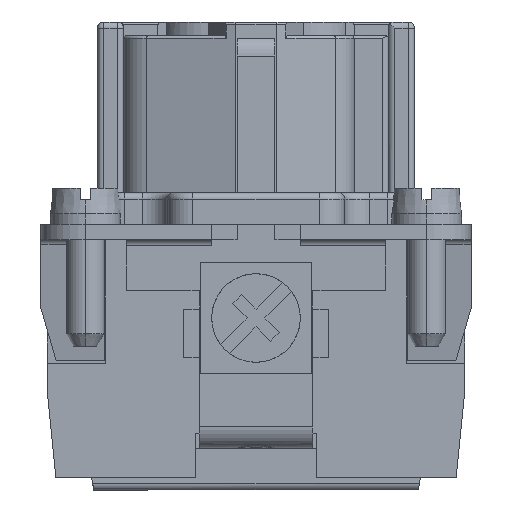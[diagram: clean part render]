
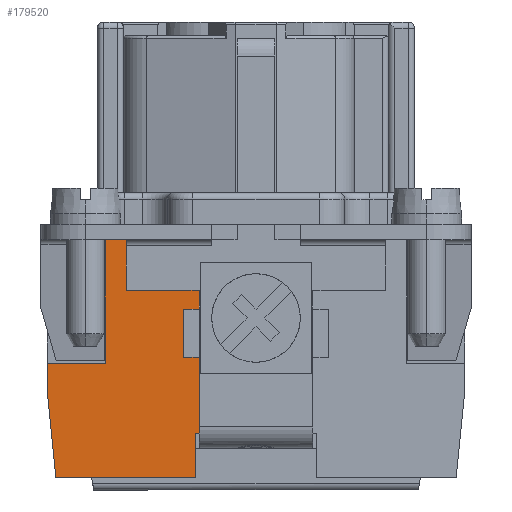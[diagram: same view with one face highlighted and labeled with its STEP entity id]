
A CAD part, left-side view. The second image highlights one B-rep face of the part: STEP entity #179520.
In plain terms, the highlighted face is planar.
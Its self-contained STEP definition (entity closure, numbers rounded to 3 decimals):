
#152270=CARTESIAN_POINT('',(72.146,65.084,5.9));
#152280=VERTEX_POINT('',#152270);
#152310=CARTESIAN_POINT('',(72.146,65.084,0.));
#152320=DIRECTION('',(0.,0.,-1.));
#152330=VECTOR('',#152320,1.);
#152340=LINE('',#152310,#152330);
#152350=CARTESIAN_POINT('',(72.146,65.084,8.2));
#152360=VERTEX_POINT('',#152350);
#152370=EDGE_CURVE('',#152360,#152280,#152340,.T.);
#178340=CARTESIAN_POINT('',(72.146,59.161,12.843)
);
#178350=DIRECTION('',(-1.,0.,0.));
#178360=DIRECTION('',(0.,-1.,0.));
#178370=AXIS2_PLACEMENT_3D('',#178340,#178350,#178360);
#178380=PLANE('',#178370);
#178390=CARTESIAN_POINT('',(72.146,0.,-3.9));
#178400=DIRECTION('',(0.,-1.,0.));
#178410=VECTOR('',#178400,1.);
#178420=LINE('',#178390,#178410);
#178430=CARTESIAN_POINT('',(72.146,60.484,-3.9));
#178440=VERTEX_POINT('',#178430);
#178450=CARTESIAN_POINT('',(72.146,58.834,-3.9)
);
#178460=VERTEX_POINT('',#178450);
#178470=EDGE_CURVE('',#178440,#178460,#178420,.T.);
#178480=ORIENTED_EDGE('',*,*,#178470,.F.);
#178490=CARTESIAN_POINT('',(72.146,58.834,0.));
#178500=DIRECTION('',(0.,0.,-1.));
#178510=VECTOR('',#178500,1.);
#178520=LINE('',#178490,#178510);
#178530=CARTESIAN_POINT('',(72.146,58.834,0.1)
);
#178540=VERTEX_POINT('',#178530);
#178550=EDGE_CURVE('',#178540,#178460,#178520,.T.);
#178560=ORIENTED_EDGE('',*,*,#178550,.T.);
#178570=CARTESIAN_POINT('',(72.146,0.,0.1));
#178580=DIRECTION('',(0.,1.,0.));
#178590=VECTOR('',#178580,1.);
#178600=LINE('',#178570,#178590);
#178610=CARTESIAN_POINT('',(72.146,53.084,0.1)
);
#178620=VERTEX_POINT('',#178610);
#178630=EDGE_CURVE('',#178620,#178540,#178600,.T.);
#178640=ORIENTED_EDGE('',*,*,#178630,.T.);
#178650=CARTESIAN_POINT('',(72.146,53.084,0.));
#178660=DIRECTION('',(0.,0.,-1.));
#178670=VECTOR('',#178660,1.);
#178680=LINE('',#178650,#178670);
#178690=CARTESIAN_POINT('',(72.146,53.084,1.6))
;
#178700=VERTEX_POINT('',#178690);
#178710=EDGE_CURVE('',#178700,#178620,#178680,.T.);
#178720=ORIENTED_EDGE('',*,*,#178710,.T.);
#178730=CARTESIAN_POINT('',(72.146,0.,1.6));
#178740=DIRECTION('',(0.,-1.,0.));
#178750=VECTOR('',#178740,1.);
#178760=LINE('',#178730,#178750);
#178770=CARTESIAN_POINT('',(72.146,54.284,1.6))
;
#178780=VERTEX_POINT('',#178770);
#178790=EDGE_CURVE('',#178780,#178700,#178760,.T.);
#178800=ORIENTED_EDGE('',*,*,#178790,.T.);
#178810=CARTESIAN_POINT('',(72.146,54.284,0.));
#178820=DIRECTION('',(0.,0.,-1.));
#178830=VECTOR('',#178820,1.);
#178840=LINE('',#178810,#178830);
#178850=CARTESIAN_POINT('',(72.146,54.284,5.4))
;
#178860=VERTEX_POINT('',#178850);
#178870=EDGE_CURVE('',#178860,#178780,#178840,.T.);
#178880=ORIENTED_EDGE('',*,*,#178870,.T.);
#178890=CARTESIAN_POINT('',(72.146,0.,5.4));
#178900=DIRECTION('',(0.,1.,0.));
#178910=VECTOR('',#178900,1.);
#178920=LINE('',#178890,#178910);
#178930=CARTESIAN_POINT('',(72.146,53.084,5.4))
;
#178940=VERTEX_POINT('',#178930);
#178950=EDGE_CURVE('',#178940,#178860,#178920,.T.);
#178960=ORIENTED_EDGE('',*,*,#178950,.T.);
#178970=CARTESIAN_POINT('',(72.146,53.084,0.));
#178980=DIRECTION('',(0.,0.,-1.));
#178990=VECTOR('',#178980,1.);
#179000=LINE('',#178970,#178990);
#179010=CARTESIAN_POINT('',(72.146,53.084,11.4))
;
#179020=VERTEX_POINT('',#179010);
#179030=EDGE_CURVE('',#179020,#178940,#179000,.T.);
#179040=ORIENTED_EDGE('',*,*,#179030,.T.);
#179050=CARTESIAN_POINT('',(72.146,0.,11.4));
#179060=DIRECTION('',(0.,1.,0.));
#179070=VECTOR('',#179060,1.);
#179080=LINE('',#179050,#179070);
#179090=CARTESIAN_POINT('',(72.146,53.334,11.4));
#179100=VERTEX_POINT('',#179090);
#179110=EDGE_CURVE('',#179020,#179100,#179080,.T.);
#179120=ORIENTED_EDGE('',*,*,#179110,.F.);
#179130=CARTESIAN_POINT('',(72.146,53.334,0.));
#179140=DIRECTION('',(0.,0.,1.));
#179150=VECTOR('',#179140,1.);
#179160=LINE('',#179130,#179150);
#179170=CARTESIAN_POINT('',(72.146,53.334,14.9));
#179180=VERTEX_POINT('',#179170);
#179190=EDGE_CURVE('',#179100,#179180,#179160,.T.);
#179200=ORIENTED_EDGE('',*,*,#179190,.F.);
#179210=CARTESIAN_POINT('',(72.146,61.578,14.9));
#179220=DIRECTION('',(0.,-1.,0.));
#179230=VECTOR('',#179220,1.);
#179240=LINE('',#179210,#179230);
#179250=CARTESIAN_POINT('',(72.146,64.402,14.9));
#179260=VERTEX_POINT('',#179250);
#179270=EDGE_CURVE('',#179260,#179180,#179240,.T.);
#179280=ORIENTED_EDGE('',*,*,#179270,.T.);
#179290=CARTESIAN_POINT('',(72.146,64.84,10.6));
#179300=DIRECTION('',(0.,-0.101,0.995));
#179310=VECTOR('',#179300,1.);
#179320=LINE('',#179290,#179310);
#179330=EDGE_CURVE('',#152360,#179260,#179320,.T.);
#179340=ORIENTED_EDGE('',*,*,#179330,.T.);
#179350=ORIENTED_EDGE('',*,*,#152370,.F.);
#179360=CARTESIAN_POINT('',(72.146,65.584,5.9));
#179370=DIRECTION('',(0.,-1.,0.));
#179380=VECTOR('',#179370,1.);
#179390=LINE('',#179360,#179380);
#179400=CARTESIAN_POINT('',(72.146,60.484,5.9));
#179410=VERTEX_POINT('',#179400);
#179420=EDGE_CURVE('',#152280,#179410,#179390,.T.);
#179430=ORIENTED_EDGE('',*,*,#179420,.F.);
#179440=CARTESIAN_POINT('',(72.146,60.484,0.));
#179450=DIRECTION('',(0.,0.,-1.));
#179460=VECTOR('',#179450,1.);
#179470=LINE('',#179440,#179460);
#179480=EDGE_CURVE('',#179410,#178440,#179470,.T.);
#179490=ORIENTED_EDGE('',*,*,#179480,.F.);
#179500=EDGE_LOOP('',(#179490,#179430,#179350,#179340,#179280,#179200,
#179120,#179040,#178960,#178880,#178800,#178720,#178640,#178560,#178480)
);
#179510=FACE_OUTER_BOUND('',#179500,.T.);
#179520=ADVANCED_FACE('',(#179510),#178380,.F.);
